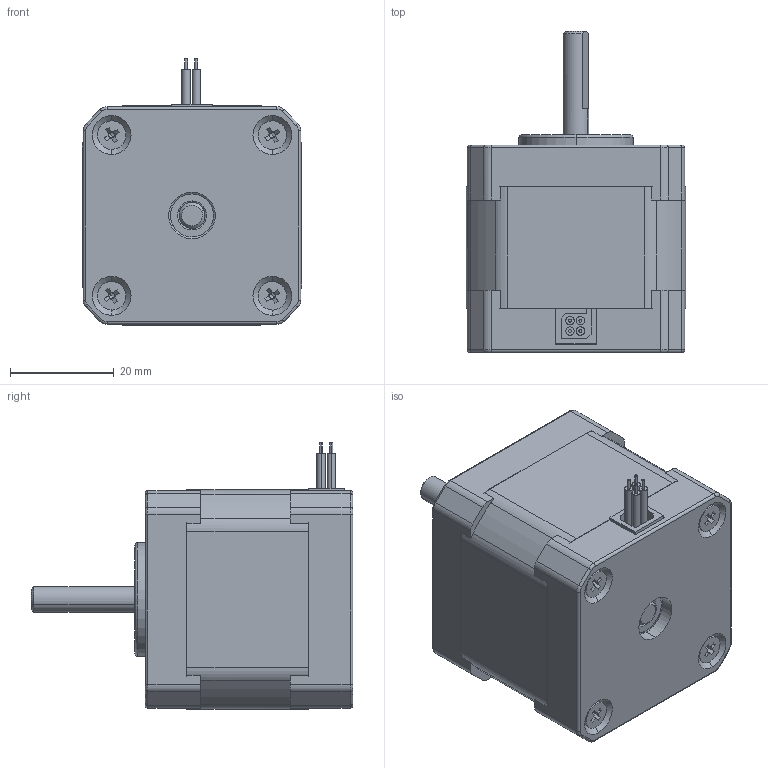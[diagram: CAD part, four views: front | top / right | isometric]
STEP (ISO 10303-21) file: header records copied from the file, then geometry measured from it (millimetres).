
FILE_DESCRIPTION(('CATIA V5 STEP Exchange'),'2;1');
FILE_NAME('Nema17.stp','2021-09-02T06:03:32+00:00',('none'),('none'),'CATIA Version 5-6 Release 2018 SP6','CATIA V5 STEP AP203','none');
FILE_SCHEMA(('CONFIG_CONTROL_DESIGN'));
Length unit declared in the file: millimetre
Products named in the file (1): Nema 17 - 40mm
Bounding box: 42.3 x 62 x 51.35 mm (x, y, z)
Volume: 51408.3 mm3; surface area: 24501 mm2
Topology: 11 solids, 11 shells, 439 faces, 1024 edges, 620 vertices
Faces by surface type: plane 165, cylinder 150, cone 72, torus 52
Entity records: 12111 total; most frequent: CARTESIAN_POINT 3102, ORIENTED_EDGE 2032, DIRECTION 1415, EDGE_CURVE 1016, AXIS2_PLACEMENT_3D 677, VERTEX_POINT 620, EDGE_LOOP 494, VECTOR 468
